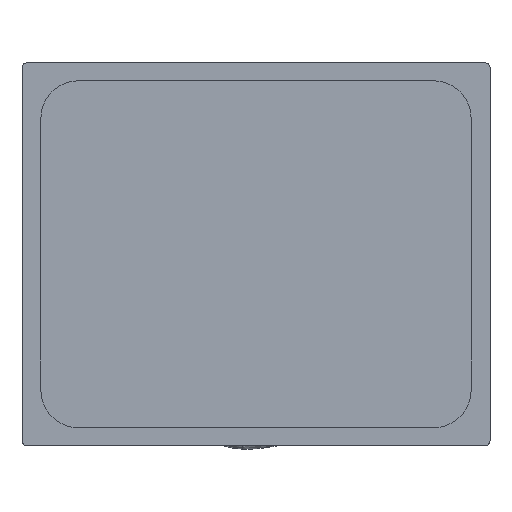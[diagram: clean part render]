
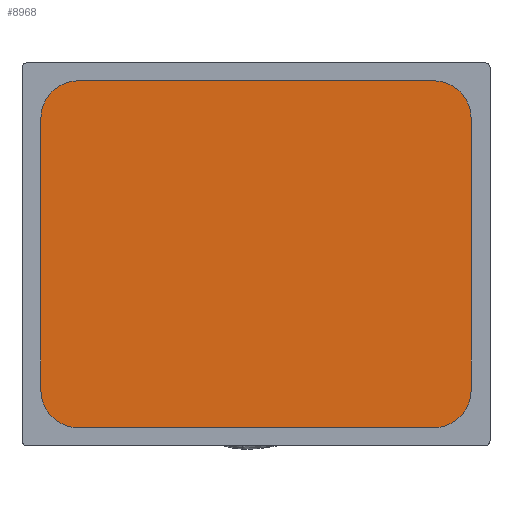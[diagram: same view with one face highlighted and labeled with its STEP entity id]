
A CAD part, top view. The second image highlights one B-rep face of the part: STEP entity #8968.
In plain terms, the highlighted planar face has unit normal (0, 0, 1).
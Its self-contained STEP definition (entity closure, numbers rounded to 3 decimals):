
#273 = DIRECTION ( 'NONE',  ( 0.707, 0.707, 0. ) ) ;
#1050 = VERTEX_POINT ( 'NONE', #9872 ) ;
#1111 = VERTEX_POINT ( 'NONE', #14873 ) ;
#1328 = LINE ( 'NONE', #4050, #13225 ) ;
#1614 = LINE ( 'NONE', #12407, #1824 ) ;
#1674 = ORIENTED_EDGE ( 'NONE', *, *, #11301, .T. ) ;
#1752 = EDGE_CURVE ( 'NONE', #3782, #14268, #1800, .T. ) ;
#1800 = LINE ( 'NONE', #3795, #4139 ) ;
#1824 = VECTOR ( 'NONE', #11226, 1000. ) ;
#2224 = DIRECTION ( 'NONE',  ( -0.707, -0.707, 0. ) ) ;
#2626 = CARTESIAN_POINT ( 'NONE',  ( -121.5, -111., 13.5 ) ) ;
#2631 = LINE ( 'NONE', #9844, #11303 ) ;
#3622 = VECTOR ( 'NONE', #2224, 1000. ) ;
#3782 = VERTEX_POINT ( 'NONE', #2626 ) ;
#3795 = CARTESIAN_POINT ( 'NONE',  ( -121.5, -111., 13.5 ) ) ;
#3983 = LINE ( 'NONE', #10001, #11257 ) ;
#4015 = DIRECTION ( 'NONE',  ( 1., 0., 0. ) ) ;
#4045 = CARTESIAN_POINT ( 'NONE',  ( 0., 0., 13.5 ) ) ;
#4050 = CARTESIAN_POINT ( 'NONE',  ( 121.5, -111., 13.5 ) ) ;
#4131 = VERTEX_POINT ( 'NONE', #11031 ) ;
#4139 = VECTOR ( 'NONE', #4015, 1000. ) ;
#4262 = PLANE ( 'NONE',  #5355 ) ;
#4494 = ORIENTED_EDGE ( 'NONE', *, *, #13579, .T. ) ;
#4513 = DIRECTION ( 'NONE',  ( -1., 0., 0. ) ) ;
#4696 = EDGE_LOOP ( 'NONE', ( #9936, #1674, #7676, #13016, #7775, #10679, #4494, #11924 ) ) ;
#4864 = VERTEX_POINT ( 'NONE', #7973 ) ;
#4879 = DIRECTION ( 'NONE',  ( 0., 1., 0. ) ) ;
#5137 = VERTEX_POINT ( 'NONE', #12036 ) ;
#5298 = CARTESIAN_POINT ( 'NONE',  ( 136.5, -96., 13.5 ) ) ;
#5355 = AXIS2_PLACEMENT_3D ( 'NONE', #4045, #7753, #9035 ) ;
#5559 = LINE ( 'NONE', #6488, #3622 ) ;
#6488 = CARTESIAN_POINT ( 'NONE',  ( -136.5, 96., 13.5 ) ) ;
#6691 = DIRECTION ( 'NONE',  ( 0.707, -0.707, 0. ) ) ;
#6903 = EDGE_CURVE ( 'NONE', #5137, #4864, #1614, .T. ) ;
#7676 = ORIENTED_EDGE ( 'NONE', *, *, #1752, .T. ) ;
#7753 = DIRECTION ( 'NONE',  ( 0., 0., -1. ) ) ;
#7775 = ORIENTED_EDGE ( 'NONE', *, *, #15715, .T. ) ;
#7973 = CARTESIAN_POINT ( 'NONE',  ( 121.5, 111., 13.5 ) ) ;
#8097 = LINE ( 'NONE', #9170, #14589 ) ;
#8162 = FACE_OUTER_BOUND ( 'NONE', #4696, .T. ) ;
#8968 = ADVANCED_FACE ( 'NONE', ( #8162 ), #4262, .F. ) ;
#9035 = DIRECTION ( 'NONE',  ( -1., 0., 0. ) ) ;
#9170 = CARTESIAN_POINT ( 'NONE',  ( -136.5, -96., 13.5 ) ) ;
#9392 = LINE ( 'NONE', #11868, #13168 ) ;
#9844 = CARTESIAN_POINT ( 'NONE',  ( -136.5, -96., 13.5 ) ) ;
#9872 = CARTESIAN_POINT ( 'NONE',  ( -136.5, -96., 13.5 ) ) ;
#9936 = ORIENTED_EDGE ( 'NONE', *, *, #13298, .T. ) ;
#10001 = CARTESIAN_POINT ( 'NONE',  ( 136.5, -96., 13.5 ) ) ;
#10098 = VERTEX_POINT ( 'NONE', #5298 ) ;
#10679 = ORIENTED_EDGE ( 'NONE', *, *, #6903, .T. ) ;
#10744 = CARTESIAN_POINT ( 'NONE',  ( 121.5, -111., 13.5 ) ) ;
#11031 = CARTESIAN_POINT ( 'NONE',  ( -121.5, 111., 13.5 ) ) ;
#11108 = DIRECTION ( 'NONE',  ( 0., -1., 0. ) ) ;
#11226 = DIRECTION ( 'NONE',  ( -0.707, 0.707, 0. ) ) ;
#11257 = VECTOR ( 'NONE', #4879, 1000. ) ;
#11301 = EDGE_CURVE ( 'NONE', #1050, #3782, #8097, .T. ) ;
#11303 = VECTOR ( 'NONE', #11108, 1000. ) ;
#11635 = EDGE_CURVE ( 'NONE', #14268, #10098, #1328, .T. ) ;
#11868 = CARTESIAN_POINT ( 'NONE',  ( -121.5, 111., 13.5 ) ) ;
#11924 = ORIENTED_EDGE ( 'NONE', *, *, #13048, .T. ) ;
#12036 = CARTESIAN_POINT ( 'NONE',  ( 136.5, 96., 13.5 ) ) ;
#12407 = CARTESIAN_POINT ( 'NONE',  ( 121.5, 111., 13.5 ) ) ;
#13016 = ORIENTED_EDGE ( 'NONE', *, *, #11635, .T. ) ;
#13048 = EDGE_CURVE ( 'NONE', #4131, #1111, #5559, .T. ) ;
#13168 = VECTOR ( 'NONE', #4513, 1000. ) ;
#13225 = VECTOR ( 'NONE', #273, 1000. ) ;
#13298 = EDGE_CURVE ( 'NONE', #1111, #1050, #2631, .T. ) ;
#13579 = EDGE_CURVE ( 'NONE', #4864, #4131, #9392, .T. ) ;
#14268 = VERTEX_POINT ( 'NONE', #10744 ) ;
#14589 = VECTOR ( 'NONE', #6691, 1000. ) ;
#14873 = CARTESIAN_POINT ( 'NONE',  ( -136.5, 96., 13.5 ) ) ;
#15715 = EDGE_CURVE ( 'NONE', #10098, #5137, #3983, .T. ) ;
